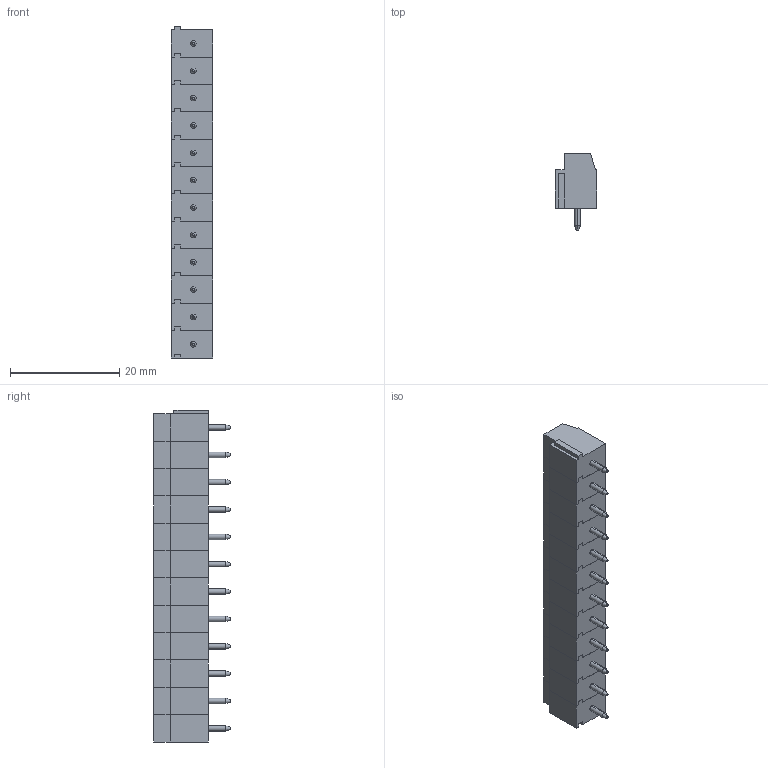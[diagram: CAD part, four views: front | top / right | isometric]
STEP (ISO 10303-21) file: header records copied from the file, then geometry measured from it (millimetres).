
FILE_DESCRIPTION (( 'STEP AP214' ), '1' );
FILE_NAME ('KRM12.STEP', '2015-04-06T09:48:10', ( '' ), ( '' ), 'SwSTEP 2.0', 'SolidWorks 2014', '' );
FILE_SCHEMA (( 'AUTOMOTIVE_DESIGN' ));
Length unit declared in the file: millimetre
Products named in the file (2): krm_Single; KRM12
Assembly tree (12 placements, depth 2):
  KRM12
    krm_Single  x12
Bounding box: 7.5 x 14 x 60.7 mm (x, y, z)
Volume: 3439.2 mm3; surface area: 4976.9 mm2
Topology: 12 solids, 12 shells, 540 faces, 1428 edges, 936 vertices
Faces by surface type: plane 432, cylinder 60, cone 48
Entity records: 1979 total; most frequent: CARTESIAN_POINT 269, DIRECTION 255, ORIENTED_EDGE 238, EDGE_CURVE 119, VECTOR 95, LINE 95, AXIS2_PLACEMENT_3D 80, VERTEX_POINT 78
